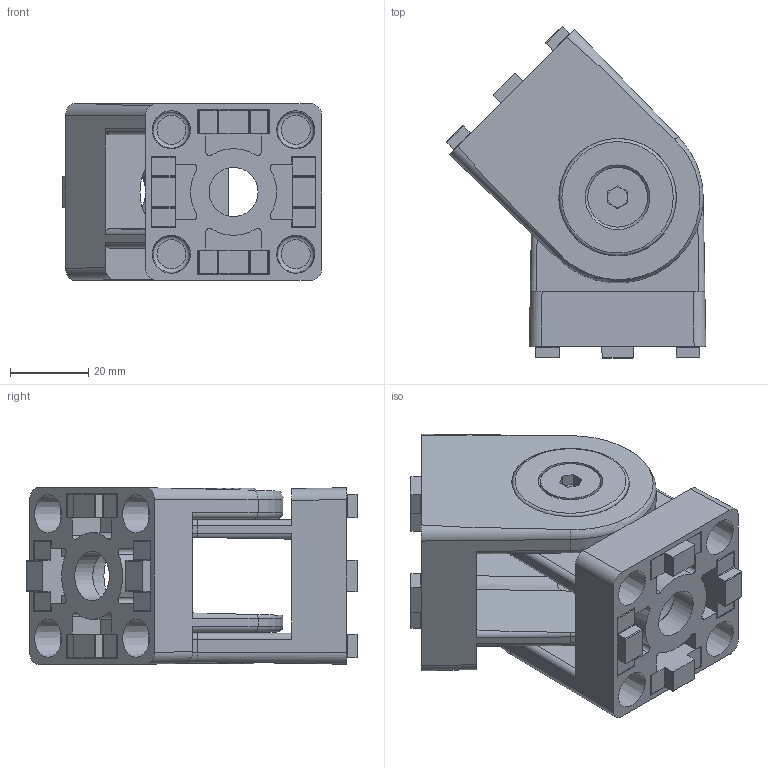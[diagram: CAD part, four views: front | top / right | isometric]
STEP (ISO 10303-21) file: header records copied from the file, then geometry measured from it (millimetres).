
FILE_DESCRIPTION(/* description */ (''),/* implementation_level */ '2;1');
FILE_NAME(/* name */ '1029229.stp',/* time_stamp */ '2024-07-24T12:40:57+02:00',/* author */ ('Bo'),/* organization */ (''),/* preprocessor_version */ 'ST-DEVELOPER v20',/* originating_system */ 'Autodesk Inventor 2025',/* authorisation */ ' ');
FILE_SCHEMA (('AUTOMOTIVE_DESIGN { 1 0 10303 214 3 1 1 }'));
Length unit declared in the file: millimetre
Products named in the file (17): 1029229; 1029229-1; 1029229-2; 1029229-3; 1029229-4; 1029229-5; 1029229-6; 1029229-7; 1029229-8; 1029229-9; 1029229-10; 1029229-11; 1029229-12; 1029229-13; 1029229-14; 1029229-15; 1029229-16
Assembly tree (16 placements, depth 2):
  1029229
    1029229-1
    1029229-2
    1029229-3
    1029229-4
    1029229-5
    1029229-6
    1029229-7
    1029229-8
    1029229-9
    1029229-10
    1029229-11
    1029229-12
    1029229-13
    1029229-14
    1029229-15
    1029229-16
Bounding box: 66.2 x 84.6 x 45 mm (x, y, z)
Volume: 79982 mm3; surface area: 49165.3 mm2
Topology: 16 solids, 16 shells, 638 faces, 1664 edges, 1092 vertices
Faces by surface type: plane 342, cylinder 200, cone 48, torus 48
Full cylindrical faces by diameter (mm): 6.647 x2, 8 x2, 12.5 x2, 15.24 x2, 16.5 x2, 19.5 x2, 19.6 x2, 25 x2, 25.2 x2, 29.8 x2, 36.8 x2, 37 x2
Entity records: 21154 total; most frequent: CARTESIAN_POINT 4377, DIRECTION 3516, ORIENTED_EDGE 3324, EDGE_CURVE 1662, AXIS2_PLACEMENT_3D 1263, VERTEX_POINT 1092, LINE 990, VECTOR 990
